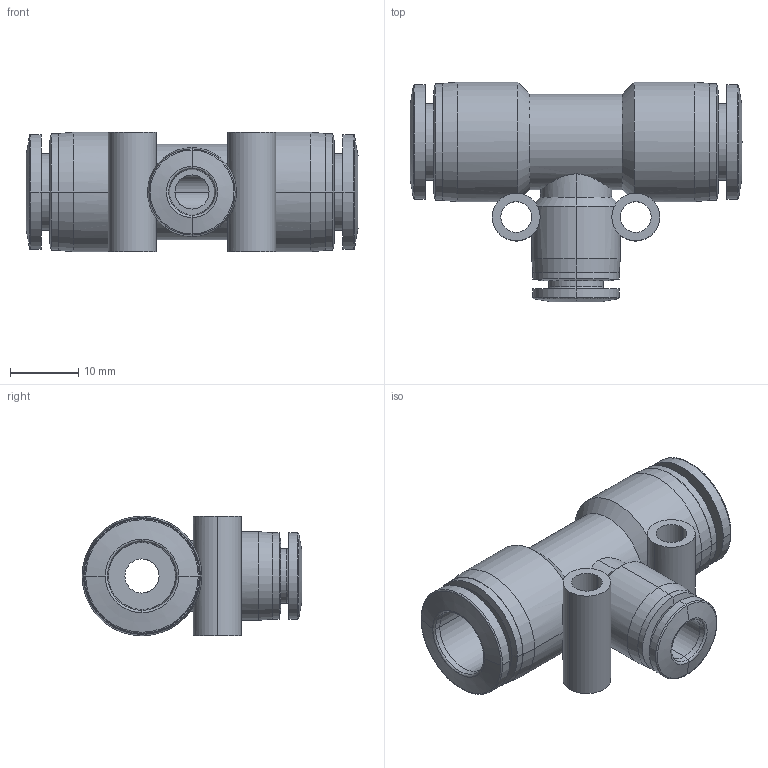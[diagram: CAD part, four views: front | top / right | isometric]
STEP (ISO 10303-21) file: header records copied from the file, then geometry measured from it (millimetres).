
FILE_DESCRIPTION (( 'STEP AP214' ), '1' );
FILE_NAME ('UTR38-14.step', '2016-02-24T20:50:09', ( '' ), ( '' ), 'SwSTEP 2.0', 'SolidWorks 2015', '' );
FILE_SCHEMA (( 'AUTOMOTIVE_DESIGN' ));
Length unit declared in the file: inch
Products named in the file (1): UTR38-14
Bounding box: 48.6 x 32.15 x 17.5 mm (x, y, z)
Volume: 8599 mm3; surface area: 7012.8 mm2
Topology: 1 solids, 1 shells, 105 faces, 254 edges, 156 vertices
Faces by surface type: cylinder 46, cone 30, plane 15, bspline 12, torus 2
Entity records: 4935 total; most frequent: CARTESIAN_POINT 1024, DIRECTION 568, ORIENTED_EDGE 508, EDGE_CURVE 254, AXIS2_PLACEMENT_3D 244, VERTEX_POINT 156, CIRCLE 150, EDGE_LOOP 122
